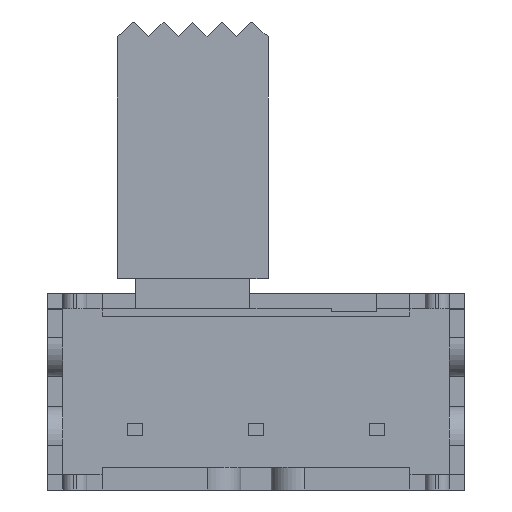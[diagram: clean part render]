
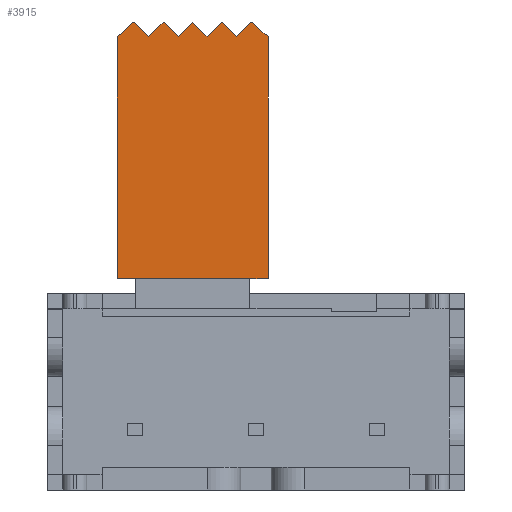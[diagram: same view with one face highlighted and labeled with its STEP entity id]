
A CAD part, front view. The second image highlights one B-rep face of the part: STEP entity #3915.
In plain terms, the highlighted planar face has unit normal (0, -1, 0).
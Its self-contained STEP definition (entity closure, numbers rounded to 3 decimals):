
#3 = CARTESIAN_POINT ( 'NONE',  ( -4.6, -1.5, 12.25 ) ) ;
#47 = CARTESIAN_POINT ( 'NONE',  ( -3.08, -1.5, 12.25 ) ) ;
#90 = CARTESIAN_POINT ( 'NONE',  ( -3.318, -1.5, 13.5 ) ) ;
#155 = LINE ( 'NONE', #620, #3267 ) ;
#238 = VECTOR ( 'NONE', #3110, 1000. ) ;
#254 = LINE ( 'NONE', #669, #2469 ) ;
#375 = DIRECTION ( 'NONE',  ( 0., 0., 1. ) ) ;
#395 = ORIENTED_EDGE ( 'NONE', *, *, #5162, .T. ) ;
#430 = VERTEX_POINT ( 'NONE', #2502 ) ;
#437 = ORIENTED_EDGE ( 'NONE', *, *, #728, .T. ) ;
#511 = LINE ( 'NONE', #3944, #238 ) ;
#620 = CARTESIAN_POINT ( 'NONE',  ( -4.6, -1.5, 3.75 ) ) ;
#630 = DIRECTION ( 'NONE',  ( 0.741, 0., -0.672 ) ) ;
#661 = EDGE_CURVE ( 'NONE', #5692, #2557, #1525, .T. ) ;
#669 = CARTESIAN_POINT ( 'NONE',  ( -3.806, -1.5, 11.491 ) ) ;
#680 = LINE ( 'NONE', #5725, #1095 ) ;
#710 = ORIENTED_EDGE ( 'NONE', *, *, #1291, .T. ) ;
#728 = EDGE_CURVE ( 'NONE', #2557, #1467, #155, .T. ) ;
#735 = CARTESIAN_POINT ( 'NONE',  ( -1.12, -1.5, 12.25 ) ) ;
#812 = VERTEX_POINT ( 'NONE', #735 ) ;
#813 = VECTOR ( 'NONE', #4208, 1000. ) ;
#826 = CARTESIAN_POINT ( 'NONE',  ( -4.6, -1.5, 3.75 ) ) ;
#921 = LINE ( 'NONE', #3763, #5209 ) ;
#961 = CARTESIAN_POINT ( 'NONE',  ( -2.577, -1.5, 11.76 ) ) ;
#1005 = VERTEX_POINT ( 'NONE', #47 ) ;
#1095 = VECTOR ( 'NONE', #3079, 1000. ) ;
#1097 = DIRECTION ( 'NONE',  ( 0.716, 0., 0.698 ) ) ;
#1112 = DIRECTION ( 'NONE',  ( -0.691, 0., -0.723 ) ) ;
#1221 = CARTESIAN_POINT ( 'NONE',  ( 0.4, -1.5, 3.75 ) ) ;
#1255 = ORIENTED_EDGE ( 'NONE', *, *, #3981, .T. ) ;
#1258 = DIRECTION ( 'NONE',  ( 0., 1., 0. ) ) ;
#1291 = EDGE_CURVE ( 'NONE', #3928, #5012, #5664, .T. ) ;
#1467 = VERTEX_POINT ( 'NONE', #1221 ) ;
#1525 = LINE ( 'NONE', #5512, #2231 ) ;
#1683 = DIRECTION ( 'NONE',  ( 0., 0., -1. ) ) ;
#1807 = ORIENTED_EDGE ( 'NONE', *, *, #2449, .T. ) ;
#1809 = DIRECTION ( 'NONE',  ( 0.691, 0., -0.723 ) ) ;
#1894 = ORIENTED_EDGE ( 'NONE', *, *, #3152, .F. ) ;
#2012 = AXIS2_PLACEMENT_3D ( 'NONE', #3054, #1258, #375 ) ;
#2042 = DIRECTION ( 'NONE',  ( 0.723, 0., 0.691 ) ) ;
#2101 = ORIENTED_EDGE ( 'NONE', *, *, #661, .T. ) ;
#2110 = CARTESIAN_POINT ( 'NONE',  ( -0.14, -1.5, 12.25 ) ) ;
#2151 = ORIENTED_EDGE ( 'NONE', *, *, #2369, .F. ) ;
#2187 = CARTESIAN_POINT ( 'NONE',  ( -2.1, -1.5, 12.25 ) ) ;
#2231 = VECTOR ( 'NONE', #5477, 1000. ) ;
#2252 = VERTEX_POINT ( 'NONE', #961 ) ;
#2351 = EDGE_LOOP ( 'NONE', ( #2151, #5076, #2390, #1894, #4953, #395, #5582, #1807, #710, #5600, #1255, #2478, #2101, #437, #5020 ) ) ;
#2369 = EDGE_CURVE ( 'NONE', #5067, #430, #4951, .T. ) ;
#2390 = ORIENTED_EDGE ( 'NONE', *, *, #4138, .F. ) ;
#2416 = CARTESIAN_POINT ( 'NONE',  ( -4.342, -1.5, 12.52 ) ) ;
#2443 = VECTOR ( 'NONE', #1809, 1000. ) ;
#2449 = EDGE_CURVE ( 'NONE', #1005, #3928, #254, .T. ) ;
#2469 = VECTOR ( 'NONE', #1112, 1000. ) ;
#2478 = ORIENTED_EDGE ( 'NONE', *, *, #2596, .T. ) ;
#2502 = CARTESIAN_POINT ( 'NONE',  ( 0.4, -1.5, 11.76 ) ) ;
#2557 = VERTEX_POINT ( 'NONE', #2659 ) ;
#2596 = EDGE_CURVE ( 'NONE', #5225, #5692, #5572, .T. ) ;
#2659 = CARTESIAN_POINT ( 'NONE',  ( -0.2, -1.5, 3.75 ) ) ;
#2719 = CARTESIAN_POINT ( 'NONE',  ( -2.783, -1.5, 13.988 ) ) ;
#2725 = DIRECTION ( 'NONE',  ( -0.741, 0., -0.672 ) ) ;
#2783 = FACE_OUTER_BOUND ( 'NONE', #2351, .T. ) ;
#2797 = DIRECTION ( 'NONE',  ( 0., 0., -1. ) ) ;
#3054 = CARTESIAN_POINT ( 'NONE',  ( -4.6, -1.5, 12.25 ) ) ;
#3069 = VECTOR ( 'NONE', #1683, 1000. ) ;
#3079 = DIRECTION ( 'NONE',  ( -0.698, 0., -0.716 ) ) ;
#3096 = PLANE ( 'NONE',  #2012 ) ;
#3110 = DIRECTION ( 'NONE',  ( -0.716, 0., 0.698 ) ) ;
#3152 = EDGE_CURVE ( 'NONE', #3227, #812, #921, .T. ) ;
#3207 = LINE ( 'NONE', #2719, #2443 ) ;
#3227 = VERTEX_POINT ( 'NONE', #5585 ) ;
#3267 = VECTOR ( 'NONE', #4182, 1000. ) ;
#3401 = VECTOR ( 'NONE', #5359, 1000. ) ;
#3478 = CARTESIAN_POINT ( 'NONE',  ( -0.652, -1.5, 11.76 ) ) ;
#3639 = CARTESIAN_POINT ( 'NONE',  ( -4.356, -1.5, 11.981 ) ) ;
#3708 = DIRECTION ( 'NONE',  ( 1., 0., 0. ) ) ;
#3713 = VECTOR ( 'NONE', #3708, 1000. ) ;
#3763 = CARTESIAN_POINT ( 'NONE',  ( -2.904, -1.5, 10.511 ) ) ;
#3915 = ADVANCED_FACE ( 'NONE', ( #2783 ), #3096, .F. ) ;
#3928 = VERTEX_POINT ( 'NONE', #5697 ) ;
#3935 = VERTEX_POINT ( 'NONE', #3478 ) ;
#3944 = CARTESIAN_POINT ( 'NONE',  ( -3.859, -1.5, 13.01 ) ) ;
#3981 = EDGE_CURVE ( 'NONE', #4735, #5225, #4665, .T. ) ;
#4033 = CARTESIAN_POINT ( 'NONE',  ( -4.6, -1.5, 11.76 ) ) ;
#4138 = EDGE_CURVE ( 'NONE', #812, #3935, #3207, .T. ) ;
#4156 = CARTESIAN_POINT ( 'NONE',  ( -2.587, -1.5, 14.469 ) ) ;
#4182 = DIRECTION ( 'NONE',  ( 1., 0., 0. ) ) ;
#4208 = DIRECTION ( 'NONE',  ( -0.723, 0., 0.691 ) ) ;
#4346 = LINE ( 'NONE', #5520, #4431 ) ;
#4431 = VECTOR ( 'NONE', #2042, 1000. ) ;
#4479 = VECTOR ( 'NONE', #630, 1000. ) ;
#4567 = VECTOR ( 'NONE', #2725, 1000. ) ;
#4583 = CARTESIAN_POINT ( 'NONE',  ( -4.6, -1.5, 3.75 ) ) ;
#4660 = EDGE_CURVE ( 'NONE', #2252, #1005, #511, .T. ) ;
#4665 = LINE ( 'NONE', #3, #3069 ) ;
#4730 = EDGE_CURVE ( 'NONE', #5160, #3227, #5127, .T. ) ;
#4735 = VERTEX_POINT ( 'NONE', #4033 ) ;
#4821 = CARTESIAN_POINT ( 'NONE',  ( -4., -1.5, 3.75 ) ) ;
#4903 = EDGE_CURVE ( 'NONE', #430, #1467, #5669, .T. ) ;
#4951 = LINE ( 'NONE', #4156, #4479 ) ;
#4953 = ORIENTED_EDGE ( 'NONE', *, *, #4730, .F. ) ;
#4976 = VECTOR ( 'NONE', #2797, 1000. ) ;
#5012 = VERTEX_POINT ( 'NONE', #5068 ) ;
#5020 = ORIENTED_EDGE ( 'NONE', *, *, #4903, .F. ) ;
#5067 = VERTEX_POINT ( 'NONE', #2110 ) ;
#5068 = CARTESIAN_POINT ( 'NONE',  ( -4.06, -1.5, 12.25 ) ) ;
#5076 = ORIENTED_EDGE ( 'NONE', *, *, #5362, .F. ) ;
#5127 = LINE ( 'NONE', #90, #3401 ) ;
#5160 = VERTEX_POINT ( 'NONE', #2187 ) ;
#5162 = EDGE_CURVE ( 'NONE', #5160, #2252, #680, .T. ) ;
#5209 = VECTOR ( 'NONE', #1097, 1000. ) ;
#5225 = VERTEX_POINT ( 'NONE', #826 ) ;
#5267 = EDGE_CURVE ( 'NONE', #5012, #4735, #5315, .T. ) ;
#5313 = CARTESIAN_POINT ( 'NONE',  ( 0.4, -1.5, 12.25 ) ) ;
#5315 = LINE ( 'NONE', #3639, #4567 ) ;
#5359 = DIRECTION ( 'NONE',  ( 0.698, 0., -0.716 ) ) ;
#5362 = EDGE_CURVE ( 'NONE', #3935, #5067, #4346, .T. ) ;
#5477 = DIRECTION ( 'NONE',  ( 1., 0., 0. ) ) ;
#5512 = CARTESIAN_POINT ( 'NONE',  ( -4.6, -1.5, 3.75 ) ) ;
#5520 = CARTESIAN_POINT ( 'NONE',  ( -2.469, -1.5, 10.022 ) ) ;
#5572 = LINE ( 'NONE', #4583, #3713 ) ;
#5582 = ORIENTED_EDGE ( 'NONE', *, *, #4660, .T. ) ;
#5585 = CARTESIAN_POINT ( 'NONE',  ( -1.623, -1.5, 11.76 ) ) ;
#5600 = ORIENTED_EDGE ( 'NONE', *, *, #5267, .T. ) ;
#5664 = LINE ( 'NONE', #2416, #813 ) ;
#5669 = LINE ( 'NONE', #5313, #4976 ) ;
#5692 = VERTEX_POINT ( 'NONE', #4821 ) ;
#5697 = CARTESIAN_POINT ( 'NONE',  ( -3.548, -1.5, 11.76 ) ) ;
#5725 = CARTESIAN_POINT ( 'NONE',  ( -3.318, -1.5, 11. ) ) ;
